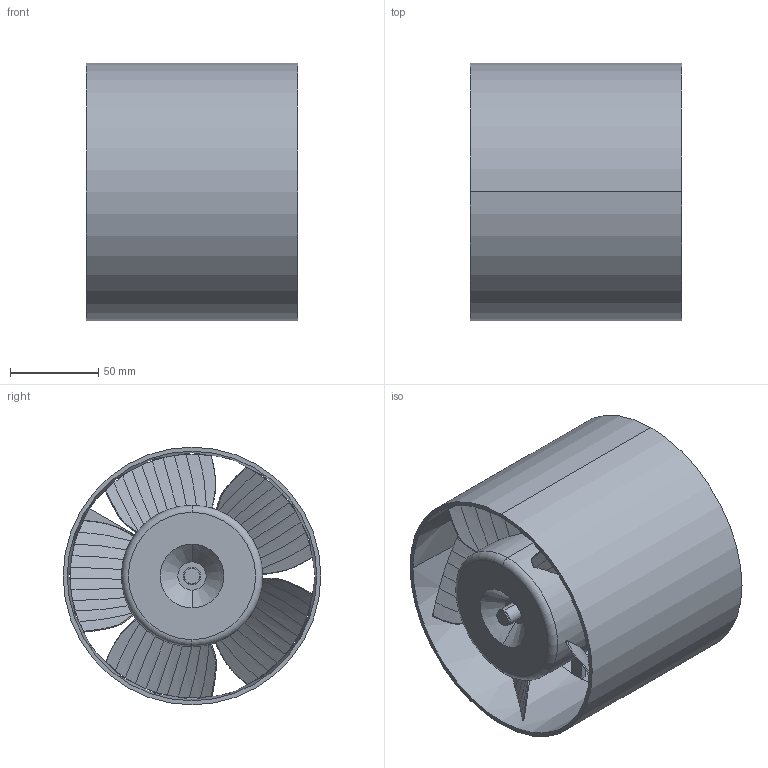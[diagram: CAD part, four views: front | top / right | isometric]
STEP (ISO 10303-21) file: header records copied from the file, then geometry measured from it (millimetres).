
FILE_DESCRIPTION (( 'STEP AP214' ), '1' );
FILE_NAME ('ECA 15_2.STEP', '2017-02-07T20:55:09', ( 'CADnetwork' ), ( '' ), 'SwSTEP 2.0', 'SolidWorks 2012', '' );
FILE_SCHEMA (( 'AUTOMOTIVE_DESIGN' ));
Length unit declared in the file: millimetre
Products named in the file (1): ECA 15_2
Bounding box: 120 x 146 x 146 mm (x, y, z)
Volume: 639338.2 mm3; surface area: 167226.6 mm2
Topology: 1 solids, 1 shells, 124 faces, 376 edges, 255 vertices
Faces by surface type: bspline 69, plane 20, cylinder 18, cone 8, torus 7, sphere 2
Entity records: 14914 total; most frequent: CARTESIAN_POINT 10802, ORIENTED_EDGE 752, EDGE_CURVE 376, DIRECTION 325, VERTEX_POINT 255, B_SPLINE_CURVE_WITH_KNOTS 239, AXIS2_PLACEMENT_3D 136, EDGE_LOOP 131
